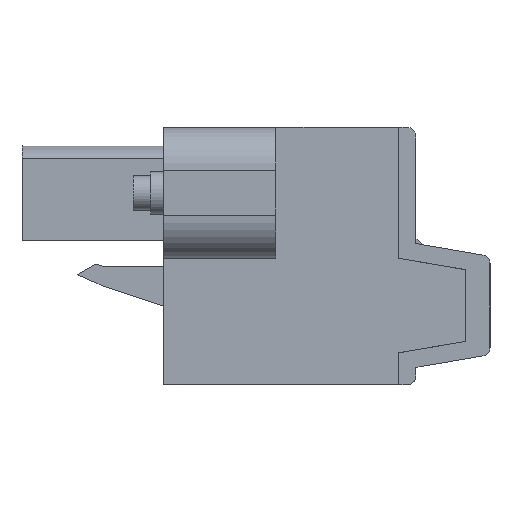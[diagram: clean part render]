
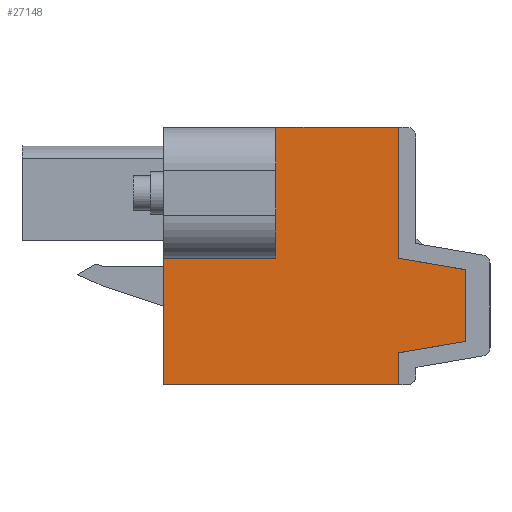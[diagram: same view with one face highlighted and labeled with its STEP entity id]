
A CAD part, left-side view. The second image highlights one B-rep face of the part: STEP entity #27148.
In plain terms, the highlighted planar face has unit normal (-1, 0, 0).
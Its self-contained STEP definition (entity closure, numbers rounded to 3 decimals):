
#506=LINE('',#38417,#4152);
#519=LINE('',#38471,#4165);
#521=LINE('',#38479,#4167);
#522=LINE('',#38480,#4168);
#523=LINE('',#38482,#4169);
#524=LINE('',#38484,#4170);
#525=LINE('',#38486,#4171);
#526=LINE('',#38488,#4172);
#527=LINE('',#38490,#4173);
#528=LINE('',#38492,#4174);
#4152=VECTOR('',#31094,1000.);
#4165=VECTOR('',#31141,1000.);
#4167=VECTOR('',#31149,1000.);
#4168=VECTOR('',#31150,1000.);
#4169=VECTOR('',#31151,1000.);
#4170=VECTOR('',#31152,1000.);
#4171=VECTOR('',#31153,1000.);
#4172=VECTOR('',#31154,1000.);
#4173=VECTOR('',#31155,1000.);
#4174=VECTOR('',#31156,1000.);
#7842=ORIENTED_EDGE('',*,*,#15771,.F.);
#7843=ORIENTED_EDGE('',*,*,#15775,.T.);
#7844=ORIENTED_EDGE('',*,*,#15746,.F.);
#7845=ORIENTED_EDGE('',*,*,#15776,.F.);
#7846=ORIENTED_EDGE('',*,*,#15777,.F.);
#7847=ORIENTED_EDGE('',*,*,#15778,.F.);
#7848=ORIENTED_EDGE('',*,*,#15779,.F.);
#7849=ORIENTED_EDGE('',*,*,#15780,.F.);
#7850=ORIENTED_EDGE('',*,*,#15781,.F.);
#7851=ORIENTED_EDGE('',*,*,#15782,.F.);
#15746=EDGE_CURVE('',#19713,#19714,#506,.T.);
#15771=EDGE_CURVE('',#19737,#19738,#519,.T.);
#15775=EDGE_CURVE('',#19737,#19714,#521,.T.);
#15776=EDGE_CURVE('',#19741,#19713,#522,.T.);
#15777=EDGE_CURVE('',#19742,#19741,#523,.T.);
#15778=EDGE_CURVE('',#19743,#19742,#524,.T.);
#15779=EDGE_CURVE('',#19744,#19743,#525,.T.);
#15780=EDGE_CURVE('',#19745,#19744,#526,.T.);
#15781=EDGE_CURVE('',#19746,#19745,#527,.T.);
#15782=EDGE_CURVE('',#19738,#19746,#528,.T.);
#19713=VERTEX_POINT('',#38416);
#19714=VERTEX_POINT('',#38418);
#19737=VERTEX_POINT('',#38470);
#19738=VERTEX_POINT('',#38472);
#19741=VERTEX_POINT('',#38481);
#19742=VERTEX_POINT('',#38483);
#19743=VERTEX_POINT('',#38485);
#19744=VERTEX_POINT('',#38487);
#19745=VERTEX_POINT('',#38489);
#19746=VERTEX_POINT('',#38491);
#22552=EDGE_LOOP('',(#7842,#7843,#7844,#7845,#7846,#7847,#7848,#7849,#7850,
#7851));
#24214=FACE_BOUND('',#22552,.T.);
#25867=PLANE('',#29220);
#27148=ADVANCED_FACE('',(#24214),#25867,.F.);
#29220=AXIS2_PLACEMENT_3D('',#38478,#31147,#31148);
#31094=DIRECTION('',(0.,0.,1.));
#31141=DIRECTION('',(0.,0.,1.));
#31147=DIRECTION('',(1.,0.,0.));
#31148=DIRECTION('',(0.,0.,-1.));
#31149=DIRECTION('',(0.,1.,0.));
#31150=DIRECTION('',(0.,1.,0.));
#31151=DIRECTION('',(0.,0.,-1.));
#31152=DIRECTION('',(0.,0.986,-0.169));
#31153=DIRECTION('',(0.,0.,-1.));
#31154=DIRECTION('',(0.,-0.986,-0.169));
#31155=DIRECTION('',(0.,0.,-1.));
#31156=DIRECTION('',(0.,-1.,0.));
#38416=CARTESIAN_POINT('',(-30.48,6.805,-7.45));
#38417=CARTESIAN_POINT('',(-30.48,6.805,-7.45));
#38418=CARTESIAN_POINT('',(-30.48,6.805,-0.13));
#38470=CARTESIAN_POINT('',(-30.48,0.305,-0.13));
#38471=CARTESIAN_POINT('',(-30.48,0.305,-0.13));
#38472=CARTESIAN_POINT('',(-30.48,0.305,7.45));
#38478=CARTESIAN_POINT('',(-30.48,0.,0.));
#38479=CARTESIAN_POINT('',(-30.48,0.305,-0.13));
#38480=CARTESIAN_POINT('',(-30.48,-6.805,-7.45));
#38481=CARTESIAN_POINT('',(-30.48,-6.805,-7.45));
#38482=CARTESIAN_POINT('',(-30.48,-6.805,-5.61));
#38483=CARTESIAN_POINT('',(-30.48,-6.805,-5.61));
#38484=CARTESIAN_POINT('',(-30.48,-10.688,-4.945));
#38485=CARTESIAN_POINT('',(-30.48,-10.688,-4.945));
#38486=CARTESIAN_POINT('',(-30.48,-10.688,-0.795));
#38487=CARTESIAN_POINT('',(-30.48,-10.688,-0.795));
#38488=CARTESIAN_POINT('',(-30.48,-6.805,-0.13));
#38489=CARTESIAN_POINT('',(-30.48,-6.805,-0.13));
#38490=CARTESIAN_POINT('',(-30.48,-6.805,7.45));
#38491=CARTESIAN_POINT('',(-30.48,-6.805,7.45));
#38492=CARTESIAN_POINT('',(-30.48,6.805,7.45));
